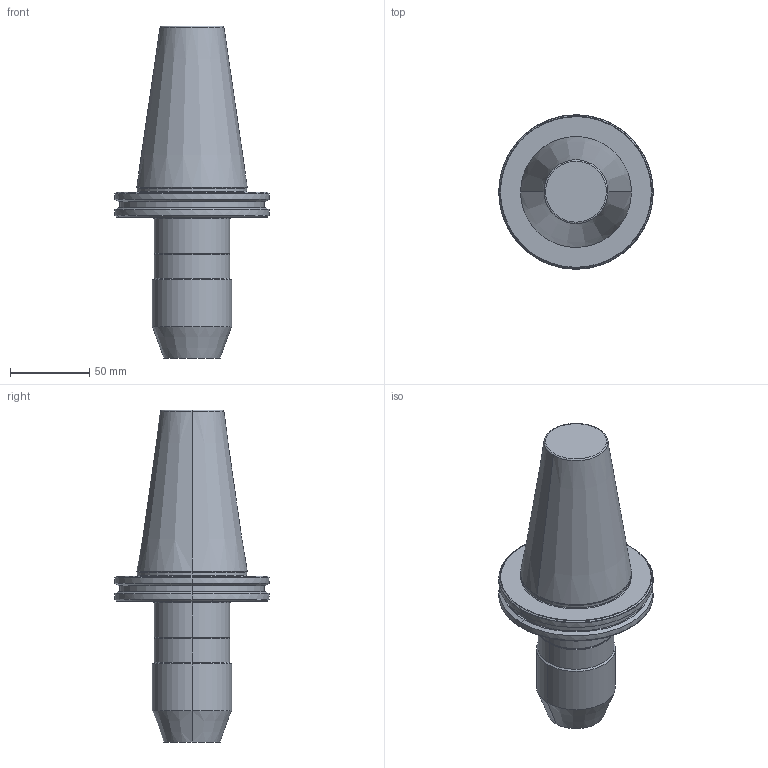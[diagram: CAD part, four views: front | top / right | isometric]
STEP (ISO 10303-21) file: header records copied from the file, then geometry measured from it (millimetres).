
FILE_DESCRIPTION (( 'STEP AP203' ), '1' );
FILE_NAME ('SK50 NCDC 1-13 108.STEP', '2019-05-03T10:11:57', ( '' ), ( '' ), 'SwSTEP 2.0', 'SolidWorks 2014', '' );
FILE_SCHEMA (( 'CONFIG_CONTROL_DESIGN' ));
Length unit declared in the file: millimetre
Products named in the file (1): SK50 NCDC 1-13 108
Bounding box: 97.5 x 97.5 x 209.75 mm (x, y, z)
Volume: 531869.4 mm3; surface area: 50146.6 mm2
Topology: 1 solids, 1 shells, 81 faces, 185 edges, 112 vertices
Faces by surface type: cone 23, bspline 18, torus 16, cylinder 16, plane 8
Entity records: 3450 total; most frequent: CARTESIAN_POINT 1625, DIRECTION 373, ORIENTED_EDGE 370, EDGE_CURVE 185, AXIS2_PLACEMENT_3D 170, VERTEX_POINT 112, CIRCLE 106, EDGE_LOOP 87
